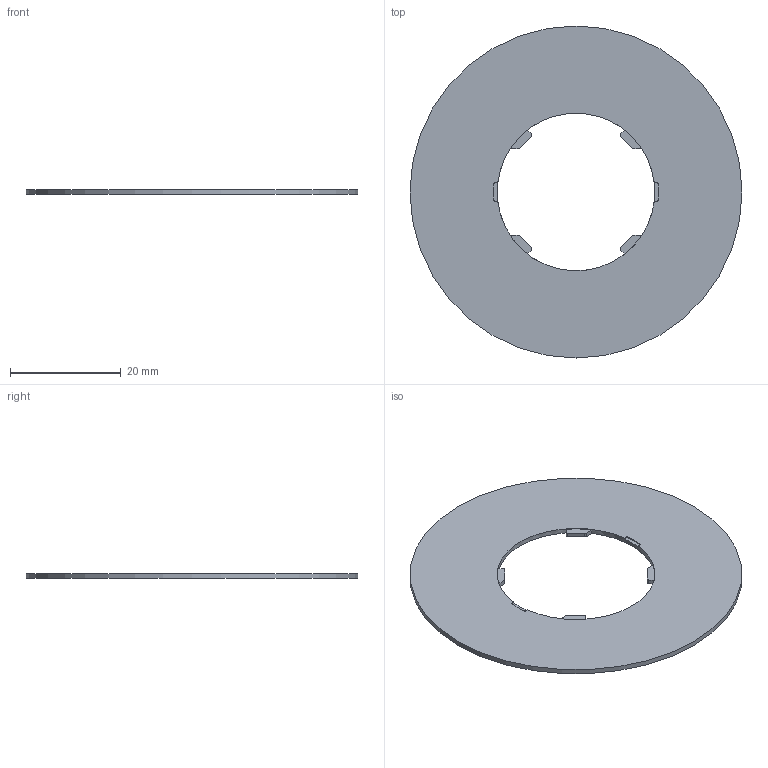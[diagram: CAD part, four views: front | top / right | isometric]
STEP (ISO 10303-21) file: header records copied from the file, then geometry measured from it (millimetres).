
FILE_DESCRIPTION(/* description */ (''),/* implementation_level */ '2;1');
FILE_NAME(/* name */ '3d_LPXAU11.stp',/* time_stamp */ '2022-12-02T17:54:45+01:00',/* author */ (''),/* organization */ (''),/* preprocessor_version */ 'ST-DEVELOPER v16.7',/* originating_system */ 'SIEMENS PLM Software NX 12.0',/* authorisation */ '');
FILE_SCHEMA (('AUTOMOTIVE_DESIGN { 1 0 10303 214 3 1 1 1 }'));
Length unit declared in the file: millimetre
Products named in the file (1): Rugg24AC8BC794ik
Bounding box: 60 x 60 x 0.9 mm (x, y, z)
Surface area: 4678.6 mm2 (no closed solid volume)
Topology: 0 solids, 1 shells, 40 faces, 113 edges, 75 vertices
Faces by surface type: plane 24, cylinder 16
Full cylindrical faces by diameter (mm): 28.5 x1, 60 x1
Entity records: 1338 total; most frequent: DIRECTION 236, CARTESIAN_POINT 227, ORIENTED_EDGE 222, EDGE_CURVE 111, AXIS2_PLACEMENT_3D 84, VERTEX_POINT 75, LINE 68, VECTOR 68
